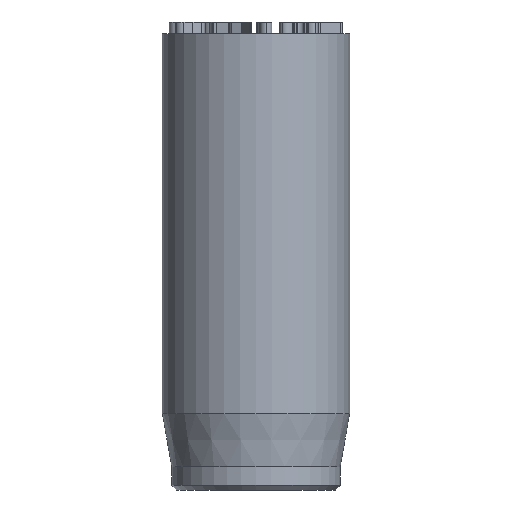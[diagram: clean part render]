
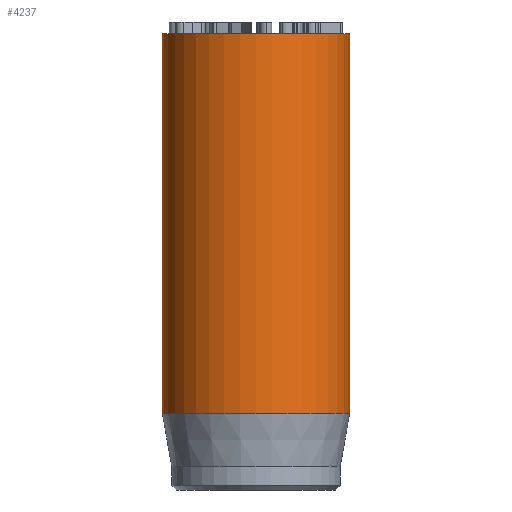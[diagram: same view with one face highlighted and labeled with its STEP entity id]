
A CAD part, front view. The second image highlights one B-rep face of the part: STEP entity #4237.
In plain terms, the highlighted cylindrical face has radius 4 mm (diameter 8 mm), a full revolution.
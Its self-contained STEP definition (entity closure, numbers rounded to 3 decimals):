
#32=CYLINDRICAL_SURFACE('',#4405,4.);
#44=CIRCLE('',#4372,4.);
#60=CIRCLE('',#4403,4.);
#61=CIRCLE('',#4404,4.);
#384=FACE_OUTER_BOUND('',#636,.T.);
#636=EDGE_LOOP('',(#3792,#3793,#3794,#3795,#3796));
#947=LINE('',#8070,#1264);
#1264=VECTOR('',#4916,4.);
#1949=VERTEX_POINT('',#8009);
#1965=VERTEX_POINT('',#8064);
#1966=VERTEX_POINT('',#8065);
#2554=EDGE_CURVE('',#1949,#1949,#44,.T.);
#2578=EDGE_CURVE('',#1965,#1966,#60,.T.);
#2579=EDGE_CURVE('',#1966,#1965,#61,.T.);
#2581=EDGE_CURVE('',#1949,#1965,#947,.T.);
#3792=ORIENTED_EDGE('',*,*,#2554,.T.);
#3793=ORIENTED_EDGE('',*,*,#2581,.T.);
#3794=ORIENTED_EDGE('',*,*,#2578,.T.);
#3795=ORIENTED_EDGE('',*,*,#2579,.T.);
#3796=ORIENTED_EDGE('',*,*,#2581,.F.);
#4237=ADVANCED_FACE('',(#384),#32,.T.);
#4372=AXIS2_PLACEMENT_3D('',#8010,#4839,#4840);
#4403=AXIS2_PLACEMENT_3D('',#8066,#4909,#4910);
#4404=AXIS2_PLACEMENT_3D('',#8067,#4911,#4912);
#4405=AXIS2_PLACEMENT_3D('',#8069,#4914,#4915);
#4839=DIRECTION('center_axis',(0.,0.,-1.));
#4840=DIRECTION('ref_axis',(-1.,0.,0.));
#4909=DIRECTION('center_axis',(0.,0.,1.));
#4910=DIRECTION('ref_axis',(-1.,0.,0.));
#4911=DIRECTION('center_axis',(0.,0.,1.));
#4912=DIRECTION('ref_axis',(-1.,0.,0.));
#4914=DIRECTION('center_axis',(0.,0.,1.));
#4915=DIRECTION('ref_axis',(-1.,0.,0.));
#4916=DIRECTION('',(0.,0.,-1.));
#8009=CARTESIAN_POINT('',(4.,0.,19.5));
#8010=CARTESIAN_POINT('Origin',(0.,0.,19.5));
#8064=CARTESIAN_POINT('',(4.,0.,3.269));
#8065=CARTESIAN_POINT('',(-4.,0.,3.269));
#8066=CARTESIAN_POINT('Origin',(0.,0.,3.269));
#8067=CARTESIAN_POINT('Origin',(0.,0.,3.269));
#8069=CARTESIAN_POINT('Origin',(0.,0.,0.));
#8070=CARTESIAN_POINT('',(4.,0.,0.));
